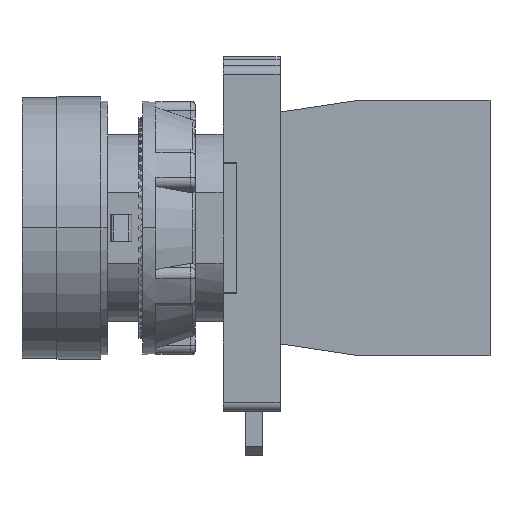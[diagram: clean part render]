
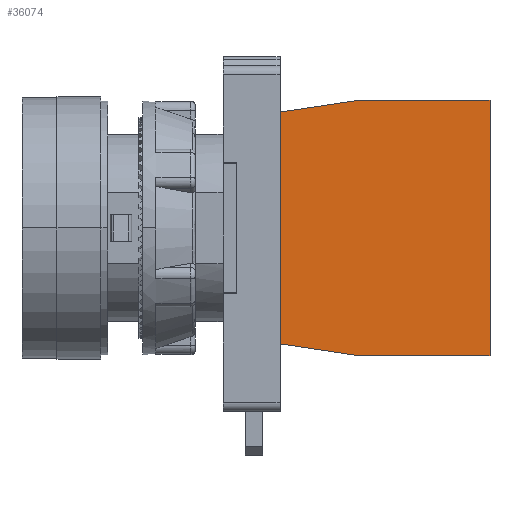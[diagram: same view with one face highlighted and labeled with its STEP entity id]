
A CAD part, left-side view. The second image highlights one B-rep face of the part: STEP entity #36074.
In plain terms, the highlighted planar face has unit normal (-1, 0, 0).
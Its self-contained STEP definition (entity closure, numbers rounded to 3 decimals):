
#990=DIRECTION('',(0.,0.,-1.));
#991=VECTOR('',#990,2.75);
#992=CARTESIAN_POINT('',(0.05,-6.5,13.25));
#993=LINE('',#992,#991);
#1020=DIRECTION('',(0.,0.,-1.));
#1021=VECTOR('',#1020,2.75);
#1022=CARTESIAN_POINT('',(0.05,-6.5,-10.5));
#1023=LINE('',#1022,#1021);
#15015=DIRECTION('',(0.,-0.989,0.148));
#15016=VECTOR('',#15015,9.101);
#15017=CARTESIAN_POINT('',(0.05,-6.5,13.25));
#15018=LINE('',#15017,#15016);
#15022=DIRECTION('',(0.,-1.,0.));
#15023=VECTOR('',#15022,15.);
#15024=CARTESIAN_POINT('',(0.05,-15.5,14.6));
#15025=LINE('',#15024,#15023);
#15029=DIRECTION('',(0.,0.,-1.));
#15030=VECTOR('',#15029,29.2);
#15031=CARTESIAN_POINT('',(0.05,-30.5,14.6));
#15032=LINE('',#15031,#15030);
#15036=DIRECTION('',(0.,1.,0.));
#15037=VECTOR('',#15036,15.);
#15038=CARTESIAN_POINT('',(0.05,-30.5,-14.6));
#15039=LINE('',#15038,#15037);
#15043=DIRECTION('',(0.,0.989,0.148));
#15044=VECTOR('',#15043,9.101);
#15045=CARTESIAN_POINT('',(0.05,-15.5,-14.6));
#15046=LINE('',#15045,#15044);
#15050=DIRECTION('',(0.,0.,1.));
#15051=VECTOR('',#15050,21.);
#15052=CARTESIAN_POINT('',(0.05,-6.5,-10.5));
#15053=LINE('',#15052,#15051);
#19603=CARTESIAN_POINT('',(0.05,-15.5,14.6));
#19604=CARTESIAN_POINT('',(0.05,-30.5,14.6));
#19605=VERTEX_POINT('',#19603);
#19606=VERTEX_POINT('',#19604);
#19607=CARTESIAN_POINT('',(0.05,-30.5,-14.6));
#19608=VERTEX_POINT('',#19607);
#19609=CARTESIAN_POINT('',(0.05,-15.5,-14.6));
#19610=VERTEX_POINT('',#19609);
#19619=CARTESIAN_POINT('',(0.05,-6.5,13.25));
#19620=CARTESIAN_POINT('',(0.05,-6.5,10.5));
#19621=VERTEX_POINT('',#19619);
#19622=VERTEX_POINT('',#19620);
#19623=CARTESIAN_POINT('',(0.05,-6.5,-10.5));
#19624=CARTESIAN_POINT('',(0.05,-6.5,-13.25));
#19625=VERTEX_POINT('',#19623);
#19626=VERTEX_POINT('',#19624);
#36054=CARTESIAN_POINT('',(0.05,0.,0.));
#36055=DIRECTION('',(1.,0.,0.));
#36056=DIRECTION('',(0.,0.,-1.));
#36057=AXIS2_PLACEMENT_3D('',#36054,#36055,#36056);
#36058=PLANE('',#36057);
#36059=ORIENTED_EDGE('',*,*,#22252,.F.);
#36061=ORIENTED_EDGE('',*,*,#36060,.T.);
#36063=ORIENTED_EDGE('',*,*,#36062,.T.);
#36065=ORIENTED_EDGE('',*,*,#36064,.T.);
#36067=ORIENTED_EDGE('',*,*,#36066,.T.);
#36069=ORIENTED_EDGE('',*,*,#36068,.T.);
#36070=ORIENTED_EDGE('',*,*,#22268,.F.);
#36071=ORIENTED_EDGE('',*,*,#36044,.T.);
#36072=EDGE_LOOP('',(#36059,#36061,#36063,#36065,#36067,#36069,#36070,#36071));
#36073=FACE_OUTER_BOUND('',#36072,.F.);
#22252=EDGE_CURVE('',#19621,#19622,#993,.T.);
#22268=EDGE_CURVE('',#19625,#19626,#1023,.T.);
#36044=EDGE_CURVE('',#19625,#19622,#15053,.T.);
#36060=EDGE_CURVE('',#19621,#19605,#15018,.T.);
#36062=EDGE_CURVE('',#19605,#19606,#15025,.T.);
#36064=EDGE_CURVE('',#19606,#19608,#15032,.T.);
#36066=EDGE_CURVE('',#19608,#19610,#15039,.T.);
#36068=EDGE_CURVE('',#19610,#19626,#15046,.T.);
#36074=ADVANCED_FACE('',(#36073),#36058,.F.);
